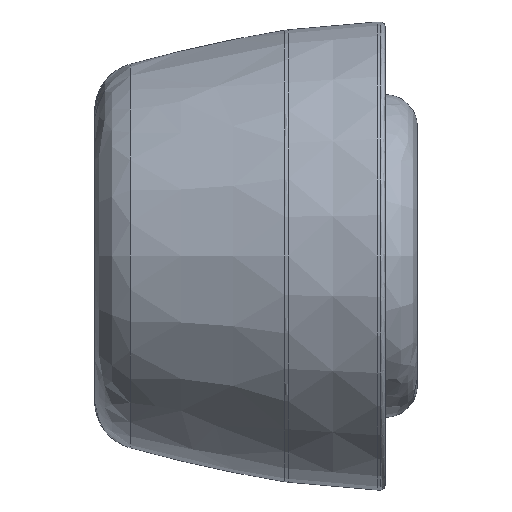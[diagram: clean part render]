
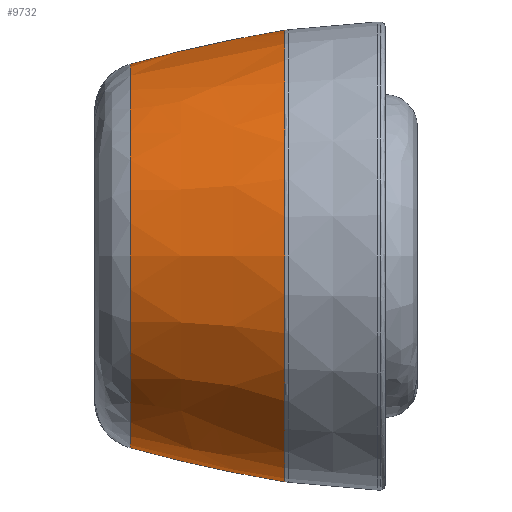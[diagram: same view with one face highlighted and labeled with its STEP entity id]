
A CAD part, left-side view. The second image highlights one B-rep face of the part: STEP entity #9732.
In plain terms, the highlighted free-form (B-spline) face has degree [3, 3] with [4, 4] control points.
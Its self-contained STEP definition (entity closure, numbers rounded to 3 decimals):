
#300 = CIRCLE ( 'NONE', #13535, 90. ) ;
#874 = VERTEX_POINT ( 'NONE', #5842 ) ;
#898 = CARTESIAN_POINT ( 'NONE',  ( -23.782, 14.801, 11.891 ) ) ;
#974 = DIRECTION ( 'NONE',  ( -1., 0., 0. ) ) ;
#978 = CARTESIAN_POINT ( 'NONE',  ( 0., 5.22, 13.991 ) ) ;
#1162 =( BOUNDED_SURFACE ( )  B_SPLINE_SURFACE ( 3, 3, ( 
 ( #16997, #13000, #898, #15051 ),
 ( #2935, #17079, #4953, #19085 ),
 ( #6990, #21083, #9019, #23096 ),
 ( #11032, #25133, #13094, #978 ) ),
 .UNSPECIFIED., .F., .F., .F. ) 
 B_SPLINE_SURFACE_WITH_KNOTS ( ( 4, 4 ),
 ( 4, 4 ),
 ( 0., 1. ),
 ( 0., 1. ),
 .UNSPECIFIED. ) 
 GEOMETRIC_REPRESENTATION_ITEM ( )  RATIONAL_B_SPLINE_SURFACE ( (
 ( 1., 0.333, 0.333, 1.),
 ( 0.999, 0.333, 0.333, 0.999),
 ( 0.999, 0.333, 0.333, 0.999),
 ( 1., 0.333, 0.333, 1.) ) ) 
 REPRESENTATION_ITEM ( '' )  SURFACE ( )  );
#1510 = EDGE_CURVE ( 'NONE', #20749, #9033, #19153, .T. ) ;
#2330 = CARTESIAN_POINT ( 'NONE',  ( 0., 5.22, -13.991 ) ) ;
#2772 = EDGE_CURVE ( 'NONE', #874, #20749, #18486, .T. ) ;
#2926 = ORIENTED_EDGE ( 'NONE', *, *, #1510, .T. ) ;
#2935 = CARTESIAN_POINT ( 'NONE',  ( 0., 11.647, -12.765 ) ) ;
#3119 = CARTESIAN_POINT ( 'NONE',  ( 0., -9.232, 74.841 ) ) ;
#3243 = DIRECTION ( 'NONE',  ( 0., 0., -1. ) ) ;
#4953 = CARTESIAN_POINT ( 'NONE',  ( -25.53, 11.647, 12.765 ) ) ;
#5842 = CARTESIAN_POINT ( 'NONE',  ( 0., 14.801, 11.891 ) ) ;
#6116 = DIRECTION ( 'NONE',  ( 0., -1., 0. ) ) ;
#6209 = DIRECTION ( 'NONE',  ( 0., 0., 1. ) ) ;
#6464 = EDGE_LOOP ( 'NONE', ( #12124, #2926, #20912, #18313 ) ) ;
#6990 = CARTESIAN_POINT ( 'NONE',  ( 0., 8.45, -13.466 ) ) ;
#8642 = EDGE_CURVE ( 'NONE', #874, #15144, #300, .T. ) ;
#9019 = CARTESIAN_POINT ( 'NONE',  ( -26.932, 8.45, 13.466 ) ) ;
#9033 = VERTEX_POINT ( 'NONE', #2330 ) ;
#9732 = ADVANCED_FACE ( 'NONE', ( #20658 ), #1162, .T. ) ;
#10552 = CARTESIAN_POINT ( 'NONE',  ( 0., -9.232, -74.841 ) ) ;
#10681 = CARTESIAN_POINT ( 'NONE',  ( 0., 5.22, 0. ) ) ;
#10856 = EDGE_CURVE ( 'NONE', #9033, #15144, #22843, .T. ) ;
#11032 = CARTESIAN_POINT ( 'NONE',  ( 0., 5.22, -13.991 ) ) ;
#11612 = CARTESIAN_POINT ( 'NONE',  ( 0., 5.22, 13.991 ) ) ;
#12124 = ORIENTED_EDGE ( 'NONE', *, *, #2772, .T. ) ;
#12127 = CARTESIAN_POINT ( 'NONE',  ( 0., 14.801, 0. ) ) ;
#12588 = DIRECTION ( 'NONE',  ( 0., 0., 1. ) ) ;
#12714 = DIRECTION ( 'NONE',  ( 0., 0., 1. ) ) ;
#13000 = CARTESIAN_POINT ( 'NONE',  ( -23.782, 14.801, -11.891 ) ) ;
#13094 = CARTESIAN_POINT ( 'NONE',  ( -27.983, 5.22, 13.991 ) ) ;
#13535 = AXIS2_PLACEMENT_3D ( 'NONE', #10552, #24644, #12588 ) ;
#13658 = CARTESIAN_POINT ( 'NONE',  ( 0., 14.801, -11.891 ) ) ;
#15051 = CARTESIAN_POINT ( 'NONE',  ( 0., 14.801, 11.891 ) ) ;
#15144 = VERTEX_POINT ( 'NONE', #11612 ) ;
#15384 = AXIS2_PLACEMENT_3D ( 'NONE', #12127, #6116, #6209 ) ;
#16997 = CARTESIAN_POINT ( 'NONE',  ( 0., 14.801, -11.891 ) ) ;
#17079 = CARTESIAN_POINT ( 'NONE',  ( -25.53, 11.647, -12.765 ) ) ;
#17670 = AXIS2_PLACEMENT_3D ( 'NONE', #10681, #24770, #12714 ) ;
#18313 = ORIENTED_EDGE ( 'NONE', *, *, #8642, .F. ) ;
#18486 = CIRCLE ( 'NONE', #15384, 11.891 ) ;
#19085 = CARTESIAN_POINT ( 'NONE',  ( 0., 11.647, 12.765 ) ) ;
#19153 = CIRCLE ( 'NONE', #21946, 90. ) ;
#20658 = FACE_OUTER_BOUND ( 'NONE', #6464, .T. ) ;
#20749 = VERTEX_POINT ( 'NONE', #13658 ) ;
#20912 = ORIENTED_EDGE ( 'NONE', *, *, #10856, .T. ) ;
#21083 = CARTESIAN_POINT ( 'NONE',  ( -26.932, 8.45, -13.466 ) ) ;
#21946 = AXIS2_PLACEMENT_3D ( 'NONE', #3119, #974, #3243 ) ;
#22843 = CIRCLE ( 'NONE', #17670, 13.991 ) ;
#23096 = CARTESIAN_POINT ( 'NONE',  ( 0., 8.45, 13.466 ) ) ;
#24644 = DIRECTION ( 'NONE',  ( 1., 0., 0. ) ) ;
#24770 = DIRECTION ( 'NONE',  ( 0., 1., 0. ) ) ;
#25133 = CARTESIAN_POINT ( 'NONE',  ( -27.983, 5.22, -13.991 ) ) ;
